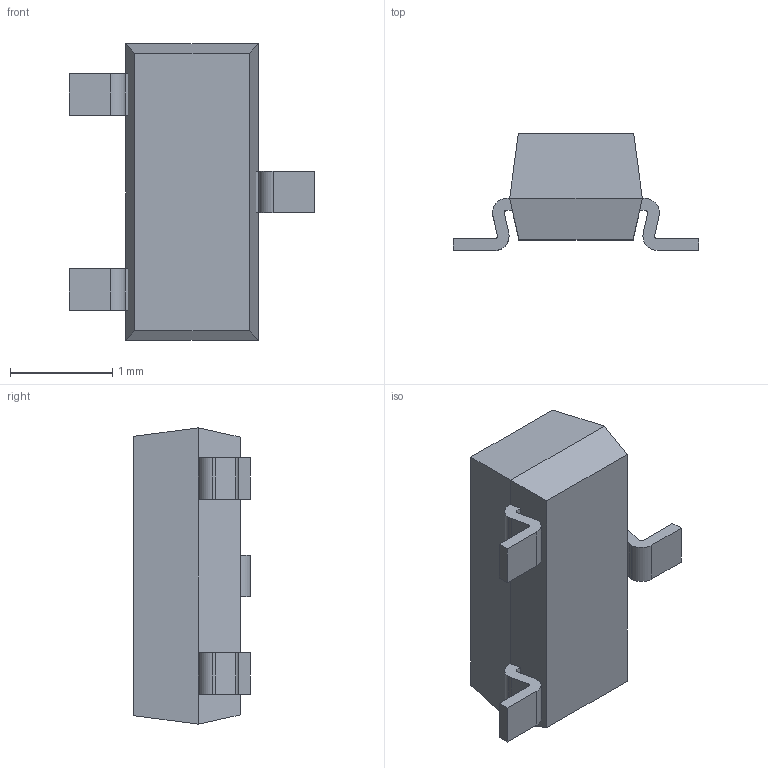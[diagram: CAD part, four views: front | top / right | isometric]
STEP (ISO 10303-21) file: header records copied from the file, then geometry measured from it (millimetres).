
FILE_DESCRIPTION (( 'STEP AP214' ), '1' );
FILE_NAME ('SS8050-G.STEP', '2021-11-11T04:42:20', ( '' ), ( '' ), 'SwSTEP 2.0', 'SolidWorks 2017', '' );
FILE_SCHEMA (( 'AUTOMOTIVE_DESIGN' ));
Length unit declared in the file: inch
Products named in the file (1): SS8050-G
Bounding box: 2.4 x 1.14 x 2.9 mm (x, y, z)
Volume: 3.7 mm3; surface area: 17.8 mm2
Topology: 4 solids, 4 shells, 58 faces, 146 edges, 96 vertices
Faces by surface type: plane 40, cylinder 18
Entity records: 1807 total; most frequent: CARTESIAN_POINT 301, DIRECTION 300, ORIENTED_EDGE 292, EDGE_CURVE 146, VECTOR 110, LINE 110, VERTEX_POINT 96, AXIS2_PLACEMENT_3D 95
